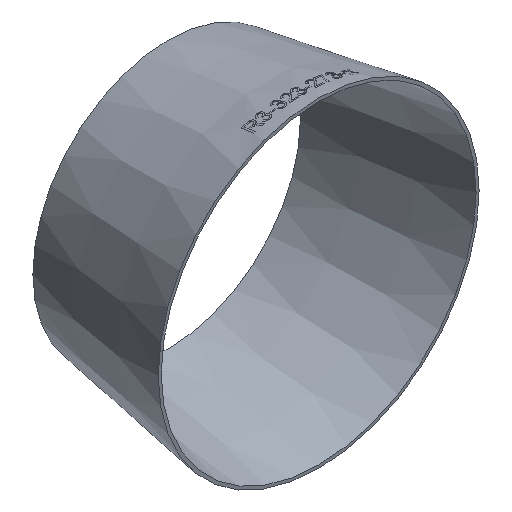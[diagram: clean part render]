
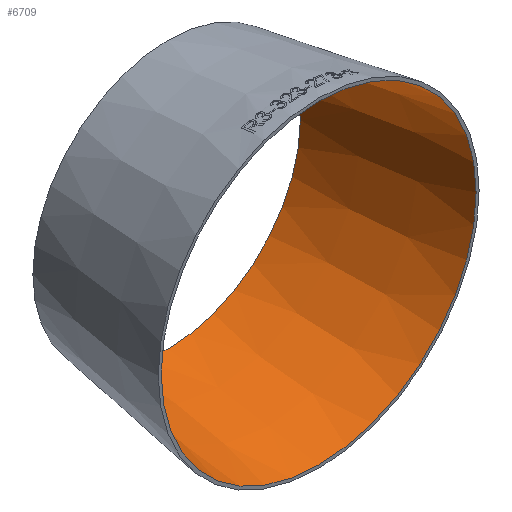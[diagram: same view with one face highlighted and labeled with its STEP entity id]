
A CAD part, isometric view. The second image highlights one B-rep face of the part: STEP entity #6709.
In plain terms, the highlighted conical face has half-angle 9.505 degrees and reference radius 158.908 mm.
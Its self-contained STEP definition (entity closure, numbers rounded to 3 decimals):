
#99 = DIRECTION ( 'NONE',  ( 0., -1., 0. ) ) ;
#900 = EDGE_CURVE ( 'NONE', #23567, #23567, #17511, .T. ) ;
#1470 = CONICAL_SURFACE ( 'NONE', #19679, 158.908, 0.166 ) ;
#2797 = EDGE_LOOP ( 'NONE', ( #16807 ) ) ;
#3104 = CARTESIAN_POINT ( 'NONE',  ( 0., 0., 0. ) ) ;
#3604 = AXIS2_PLACEMENT_3D ( 'NONE', #3104, #6023, #15956 ) ;
#3787 = DIRECTION ( 'NONE',  ( 0., -1., 0. ) ) ;
#6023 = DIRECTION ( 'NONE',  ( 0., -1., 0. ) ) ;
#6709 = ADVANCED_FACE ( 'NONE', ( #18053, #7440 ), #1470, .F. ) ;
#7440 = FACE_OUTER_BOUND ( 'NONE', #2797, .T. ) ;
#9890 = EDGE_CURVE ( 'NONE', #11144, #11144, #24522, .T. ) ;
#11144 = VERTEX_POINT ( 'NONE', #28940 ) ;
#13558 = CARTESIAN_POINT ( 'NONE',  ( 0., 152., 0. ) ) ;
#15956 = DIRECTION ( 'NONE',  ( 0., 0., -1. ) ) ;
#16420 = ORIENTED_EDGE ( 'NONE', *, *, #900, .F. ) ;
#16807 = ORIENTED_EDGE ( 'NONE', *, *, #9890, .T. ) ;
#17511 = CIRCLE ( 'NONE', #22219, 133.458 ) ;
#18053 = FACE_BOUND ( 'NONE', #22327, .T. ) ;
#19679 = AXIS2_PLACEMENT_3D ( 'NONE', #30000, #99, #30332 ) ;
#22219 = AXIS2_PLACEMENT_3D ( 'NONE', #13558, #3787, #23552 ) ;
#22327 = EDGE_LOOP ( 'NONE', ( #16420 ) ) ;
#23552 = DIRECTION ( 'NONE',  ( 0., 0., -1. ) ) ;
#23567 = VERTEX_POINT ( 'NONE', #26165 ) ;
#24522 = CIRCLE ( 'NONE', #3604, 158.908 ) ;
#26165 = CARTESIAN_POINT ( 'NONE',  ( 0., 152., -133.458 ) ) ;
#28940 = CARTESIAN_POINT ( 'NONE',  ( 0., 0., -158.908 ) ) ;
#30000 = CARTESIAN_POINT ( 'NONE',  ( 0., 0., 0. ) ) ;
#30332 = DIRECTION ( 'NONE',  ( 0., 0., -1. ) ) ;
